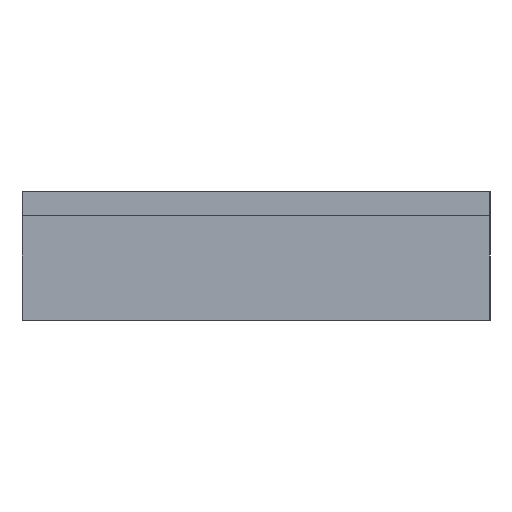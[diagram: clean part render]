
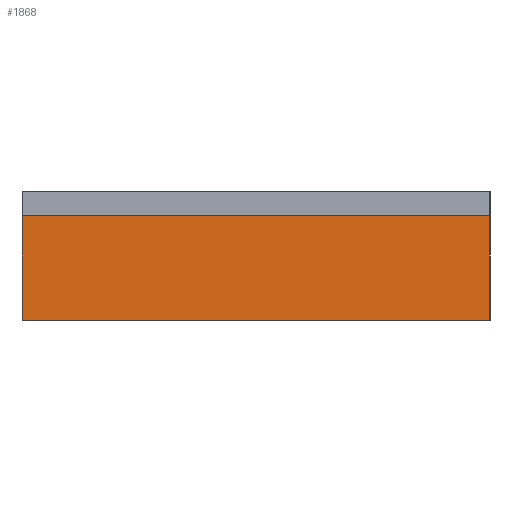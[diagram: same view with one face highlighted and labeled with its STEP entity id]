
A CAD part, left-side view. The second image highlights one B-rep face of the part: STEP entity #1868.
In plain terms, the highlighted planar face has unit normal (-1, 0, 0).
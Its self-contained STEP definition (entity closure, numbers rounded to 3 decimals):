
#182=FACE_OUTER_BOUND('',#278,.T.);
#278=EDGE_LOOP('',(#1297,#1298,#1299,#1300));
#424=LINE('',#2768,#620);
#425=LINE('',#2770,#621);
#426=LINE('',#2772,#622);
#427=LINE('',#2773,#623);
#620=VECTOR('',#2213,10.);
#621=VECTOR('',#2214,10.);
#622=VECTOR('',#2215,10.);
#623=VECTOR('',#2216,10.);
#813=VERTEX_POINT('',#2766);
#814=VERTEX_POINT('',#2767);
#815=VERTEX_POINT('',#2769);
#816=VERTEX_POINT('',#2771);
#1008=EDGE_CURVE('',#813,#814,#424,.T.);
#1009=EDGE_CURVE('',#813,#815,#425,.T.);
#1010=EDGE_CURVE('',#816,#815,#426,.T.);
#1011=EDGE_CURVE('',#814,#816,#427,.T.);
#1297=ORIENTED_EDGE('',*,*,#1008,.F.);
#1298=ORIENTED_EDGE('',*,*,#1009,.T.);
#1299=ORIENTED_EDGE('',*,*,#1010,.F.);
#1300=ORIENTED_EDGE('',*,*,#1011,.F.);
#1808=PLANE('',#1987);
#1868=ADVANCED_FACE('',(#182),#1808,.T.);
#1987=AXIS2_PLACEMENT_3D('',#2765,#2211,#2212);
#2211=DIRECTION('center_axis',(-1.,0.,0.));
#2212=DIRECTION('ref_axis',(0.,-1.,0.));
#2213=DIRECTION('',(0.,1.,0.));
#2214=DIRECTION('',(0.,0.,1.));
#2215=DIRECTION('',(0.,-1.,0.));
#2216=DIRECTION('',(0.,0.,1.));
#2765=CARTESIAN_POINT('Origin',(-10.,48.1,0.));
#2766=CARTESIAN_POINT('',(-10.,-10.,0.));
#2767=CARTESIAN_POINT('',(-10.,48.1,0.));
#2768=CARTESIAN_POINT('',(-10.,-10.,0.));
#2769=CARTESIAN_POINT('',(-10.,-10.,13.));
#2770=CARTESIAN_POINT('',(-10.,-10.,0.));
#2771=CARTESIAN_POINT('',(-10.,48.1,13.));
#2772=CARTESIAN_POINT('',(-10.,-10.,13.));
#2773=CARTESIAN_POINT('',(-10.,48.1,0.));
